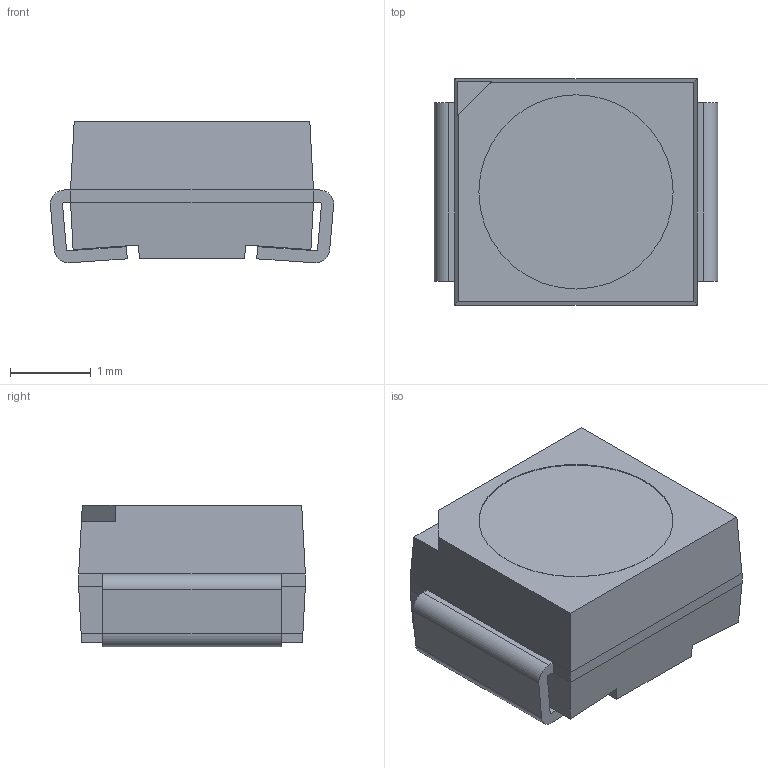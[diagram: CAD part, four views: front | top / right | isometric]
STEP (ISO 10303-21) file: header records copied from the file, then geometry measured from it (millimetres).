
FILE_DESCRIPTION(/* description */ (''),/* implementation_level */ '2;1');
FILE_NAME(/* name */ 'Vishay VSMY3940X01.step',/* time_stamp */ '2025-11-04T05:11:52Z',/* author */ (''),/* organization */ (''),/* preprocessor_version */ 'ST-DEVELOPER v20.1',/* originating_system */ 'Autodesk Translation Framework v14.17.0.0',/* authorisation */ '');
FILE_SCHEMA (('AUTOMOTIVE_DESIGN { 1 0 10303 214 3 1 1 }'));
Length unit declared in the file: millimetre
Products named in the file (1): Vishay VSMY3940X01
Bounding box: 3.5 x 2.8 x 1.75 mm (x, y, z)
Volume: 14.3 mm3; surface area: 50.9 mm2
Topology: 1 solids, 1 shells, 50 faces, 125 edges, 78 vertices
Faces by surface type: plane 41, cylinder 9
Full cylindrical faces by diameter (mm): 2.4 x1
Entity records: 1540 total; most frequent: CARTESIAN_POINT 254, ORIENTED_EDGE 250, DIRECTION 245, EDGE_CURVE 125, LINE 107, VECTOR 107, VERTEX_POINT 78, AXIS2_PLACEMENT_3D 69
